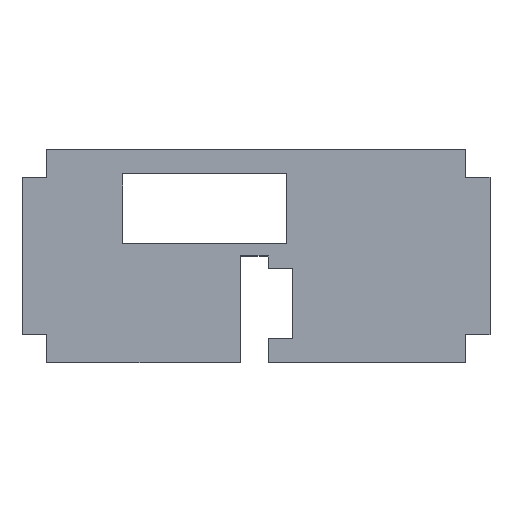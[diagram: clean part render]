
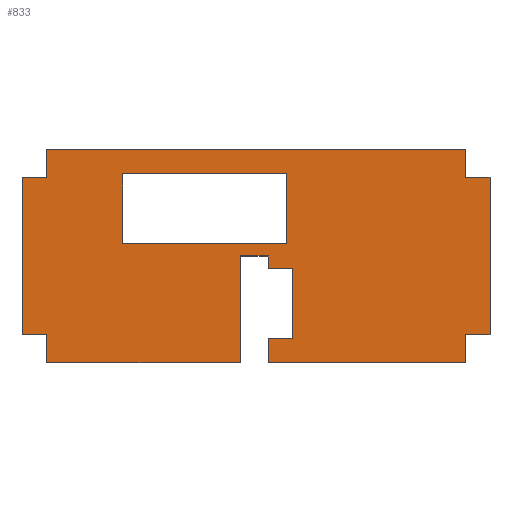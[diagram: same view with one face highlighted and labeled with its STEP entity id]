
A CAD part, top view. The second image highlights one B-rep face of the part: STEP entity #833.
In plain terms, the highlighted planar face has unit normal (0, 0, 1).
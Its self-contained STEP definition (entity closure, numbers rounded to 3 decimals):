
#63=CARTESIAN_POINT('Vertex',(3.,0.,3.4)) ;
#77=CARTESIAN_POINT('Vertex',(26.6,0.,3.4)) ;
#80=CARTESIAN_POINT('Line Origine',(14.8,0.,3.4)) ;
#108=CARTESIAN_POINT('Vertex',(26.6,13.,3.4)) ;
#111=CARTESIAN_POINT('Line Origine',(26.6,6.5,3.4)) ;
#139=CARTESIAN_POINT('Vertex',(30.,13.,3.4)) ;
#142=CARTESIAN_POINT('Line Origine',(28.3,13.,3.4)) ;
#170=CARTESIAN_POINT('Vertex',(30.,11.5,3.4)) ;
#173=CARTESIAN_POINT('Line Origine',(30.,12.25,3.4)) ;
#201=CARTESIAN_POINT('Vertex',(33.,11.5,3.4)) ;
#204=CARTESIAN_POINT('Line Origine',(31.5,11.5,3.4)) ;
#232=CARTESIAN_POINT('Vertex',(33.,3.,3.4)) ;
#235=CARTESIAN_POINT('Line Origine',(33.,7.25,3.4)) ;
#263=CARTESIAN_POINT('Vertex',(30.,3.,3.4)) ;
#266=CARTESIAN_POINT('Line Origine',(31.5,3.,3.4)) ;
#289=CARTESIAN_POINT('Vertex',(30.,0.,3.4)) ;
#292=CARTESIAN_POINT('Line Origine',(30.,1.5,3.4)) ;
#315=CARTESIAN_POINT('Vertex',(54.,0.,3.4)) ;
#318=CARTESIAN_POINT('Line Origine',(42.,0.,3.4)) ;
#346=CARTESIAN_POINT('Vertex',(54.,3.4,3.4)) ;
#349=CARTESIAN_POINT('Line Origine',(54.,1.7,3.4)) ;
#377=CARTESIAN_POINT('Vertex',(57.,3.4,3.4)) ;
#380=CARTESIAN_POINT('Line Origine',(55.5,3.4,3.4)) ;
#408=CARTESIAN_POINT('Vertex',(57.,22.6,3.4)) ;
#411=CARTESIAN_POINT('Line Origine',(57.,13.,3.4)) ;
#439=CARTESIAN_POINT('Vertex',(54.,22.6,3.4)) ;
#442=CARTESIAN_POINT('Line Origine',(55.5,22.6,3.4)) ;
#465=CARTESIAN_POINT('Vertex',(54.,26.,3.4)) ;
#468=CARTESIAN_POINT('Line Origine',(54.,24.3,3.4)) ;
#496=CARTESIAN_POINT('Vertex',(3.,26.,3.4)) ;
#499=CARTESIAN_POINT('Line Origine',(28.5,26.,3.4)) ;
#527=CARTESIAN_POINT('Vertex',(3.,22.6,3.4)) ;
#530=CARTESIAN_POINT('Line Origine',(3.,24.3,3.4)) ;
#553=CARTESIAN_POINT('Vertex',(0.,22.6,3.4)) ;
#556=CARTESIAN_POINT('Line Origine',(1.5,22.6,3.4)) ;
#584=CARTESIAN_POINT('Vertex',(0.,3.4,3.4)) ;
#587=CARTESIAN_POINT('Line Origine',(0.,13.,3.4)) ;
#610=CARTESIAN_POINT('Vertex',(3.,3.4,3.4)) ;
#613=CARTESIAN_POINT('Line Origine',(1.5,3.4,3.4)) ;
#630=CARTESIAN_POINT('Line Origine',(3.,1.7,3.4)) ;
#647=CARTESIAN_POINT('Line Origine',(22.25,23.,3.4)) ;
#651=CARTESIAN_POINT('Vertex',(32.25,23.,3.4)) ;
#653=CARTESIAN_POINT('Vertex',(12.25,23.,3.4)) ;
#687=CARTESIAN_POINT('Line Origine',(32.25,18.75,3.4)) ;
#691=CARTESIAN_POINT('Vertex',(32.25,14.5,3.4)) ;
#718=CARTESIAN_POINT('Line Origine',(22.25,14.5,3.4)) ;
#722=CARTESIAN_POINT('Vertex',(12.25,14.5,3.4)) ;
#749=CARTESIAN_POINT('Line Origine',(12.25,18.75,3.4)) ;
#800=CARTESIAN_POINT('Axis2P3D Location',(0.,0.,3.4)) ;
#81=DIRECTION('Vector Direction',(1.,0.,0.)) ;
#112=DIRECTION('Vector Direction',(0.,1.,0.)) ;
#143=DIRECTION('Vector Direction',(1.,0.,0.)) ;
#174=DIRECTION('Vector Direction',(0.,-1.,0.)) ;
#205=DIRECTION('Vector Direction',(1.,0.,0.)) ;
#236=DIRECTION('Vector Direction',(0.,-1.,0.)) ;
#267=DIRECTION('Vector Direction',(-1.,0.,0.)) ;
#293=DIRECTION('Vector Direction',(0.,-1.,0.)) ;
#319=DIRECTION('Vector Direction',(1.,0.,0.)) ;
#350=DIRECTION('Vector Direction',(0.,1.,0.)) ;
#381=DIRECTION('Vector Direction',(1.,0.,0.)) ;
#412=DIRECTION('Vector Direction',(0.,1.,0.)) ;
#443=DIRECTION('Vector Direction',(1.,0.,0.)) ;
#469=DIRECTION('Vector Direction',(0.,-1.,0.)) ;
#500=DIRECTION('Vector Direction',(-1.,0.,0.)) ;
#531=DIRECTION('Vector Direction',(0.,1.,0.)) ;
#557=DIRECTION('Vector Direction',(1.,0.,0.)) ;
#588=DIRECTION('Vector Direction',(0.,-1.,0.)) ;
#614=DIRECTION('Vector Direction',(-1.,0.,0.)) ;
#631=DIRECTION('Vector Direction',(0.,1.,0.)) ;
#648=DIRECTION('Vector Direction',(1.,0.,0.)) ;
#688=DIRECTION('Vector Direction',(0.,1.,0.)) ;
#719=DIRECTION('Vector Direction',(-1.,0.,0.)) ;
#750=DIRECTION('Vector Direction',(0.,-1.,0.)) ;
#801=DIRECTION('Axis2P3D Direction',(0.,0.,1.)) ;
#802=DIRECTION('Axis2P3D XDirection',(1.,0.,0.)) ;
#803=AXIS2_PLACEMENT_3D('Plane Axis2P3D',#800,#801,#802) ;
#806=ORIENTED_EDGE('',*,*,#84,.T.) ;
#807=ORIENTED_EDGE('',*,*,#115,.T.) ;
#808=ORIENTED_EDGE('',*,*,#146,.T.) ;
#809=ORIENTED_EDGE('',*,*,#177,.T.) ;
#810=ORIENTED_EDGE('',*,*,#208,.T.) ;
#811=ORIENTED_EDGE('',*,*,#239,.T.) ;
#812=ORIENTED_EDGE('',*,*,#270,.T.) ;
#813=ORIENTED_EDGE('',*,*,#296,.T.) ;
#814=ORIENTED_EDGE('',*,*,#322,.T.) ;
#815=ORIENTED_EDGE('',*,*,#353,.T.) ;
#816=ORIENTED_EDGE('',*,*,#384,.T.) ;
#817=ORIENTED_EDGE('',*,*,#415,.T.) ;
#818=ORIENTED_EDGE('',*,*,#446,.T.) ;
#819=ORIENTED_EDGE('',*,*,#472,.T.) ;
#820=ORIENTED_EDGE('',*,*,#503,.T.) ;
#821=ORIENTED_EDGE('',*,*,#534,.T.) ;
#822=ORIENTED_EDGE('',*,*,#560,.T.) ;
#823=ORIENTED_EDGE('',*,*,#591,.T.) ;
#824=ORIENTED_EDGE('',*,*,#617,.T.) ;
#825=ORIENTED_EDGE('',*,*,#634,.T.) ;
#828=ORIENTED_EDGE('',*,*,#655,.F.) ;
#829=ORIENTED_EDGE('',*,*,#693,.F.) ;
#830=ORIENTED_EDGE('',*,*,#724,.F.) ;
#831=ORIENTED_EDGE('',*,*,#753,.F.) ;
#832=FACE_BOUND('',#827,.T.) ;
#82=VECTOR('Line Direction',#81,1.) ;
#113=VECTOR('Line Direction',#112,1.) ;
#144=VECTOR('Line Direction',#143,1.) ;
#175=VECTOR('Line Direction',#174,1.) ;
#206=VECTOR('Line Direction',#205,1.) ;
#237=VECTOR('Line Direction',#236,1.) ;
#268=VECTOR('Line Direction',#267,1.) ;
#294=VECTOR('Line Direction',#293,1.) ;
#320=VECTOR('Line Direction',#319,1.) ;
#351=VECTOR('Line Direction',#350,1.) ;
#382=VECTOR('Line Direction',#381,1.) ;
#413=VECTOR('Line Direction',#412,1.) ;
#444=VECTOR('Line Direction',#443,1.) ;
#470=VECTOR('Line Direction',#469,1.) ;
#501=VECTOR('Line Direction',#500,1.) ;
#532=VECTOR('Line Direction',#531,1.) ;
#558=VECTOR('Line Direction',#557,1.) ;
#589=VECTOR('Line Direction',#588,1.) ;
#615=VECTOR('Line Direction',#614,1.) ;
#632=VECTOR('Line Direction',#631,1.) ;
#649=VECTOR('Line Direction',#648,1.) ;
#689=VECTOR('Line Direction',#688,1.) ;
#720=VECTOR('Line Direction',#719,1.) ;
#751=VECTOR('Line Direction',#750,1.) ;
#833=ADVANCED_FACE('',(#826,#832),#804,.T.) ;
#84=EDGE_CURVE('',#64,#78,#83,.T.) ;
#115=EDGE_CURVE('',#78,#109,#114,.T.) ;
#146=EDGE_CURVE('',#109,#140,#145,.T.) ;
#177=EDGE_CURVE('',#140,#171,#176,.T.) ;
#208=EDGE_CURVE('',#171,#202,#207,.T.) ;
#239=EDGE_CURVE('',#202,#233,#238,.T.) ;
#270=EDGE_CURVE('',#233,#264,#269,.T.) ;
#296=EDGE_CURVE('',#264,#290,#295,.T.) ;
#322=EDGE_CURVE('',#290,#316,#321,.T.) ;
#353=EDGE_CURVE('',#316,#347,#352,.T.) ;
#384=EDGE_CURVE('',#347,#378,#383,.T.) ;
#415=EDGE_CURVE('',#378,#409,#414,.T.) ;
#446=EDGE_CURVE('',#409,#440,#445,.F.) ;
#472=EDGE_CURVE('',#440,#466,#471,.F.) ;
#503=EDGE_CURVE('',#466,#497,#502,.T.) ;
#534=EDGE_CURVE('',#497,#528,#533,.F.) ;
#560=EDGE_CURVE('',#528,#554,#559,.F.) ;
#591=EDGE_CURVE('',#554,#585,#590,.T.) ;
#617=EDGE_CURVE('',#585,#611,#616,.F.) ;
#634=EDGE_CURVE('',#611,#64,#633,.F.) ;
#655=EDGE_CURVE('',#652,#654,#650,.F.) ;
#693=EDGE_CURVE('',#692,#652,#690,.T.) ;
#724=EDGE_CURVE('',#723,#692,#721,.F.) ;
#753=EDGE_CURVE('',#654,#723,#752,.T.) ;
#805=EDGE_LOOP('',(#806,#807,#808,#809,#810,#811,#812,#813,#814,#815,#816,#817,#818,#819,#820,#821,#822,#823,#824,#825)) ;
#827=EDGE_LOOP('',(#828,#829,#830,#831)) ;
#826=FACE_OUTER_BOUND('',#805,.T.) ;
#83=LINE('Line',#80,#82) ;
#114=LINE('Line',#111,#113) ;
#145=LINE('Line',#142,#144) ;
#176=LINE('Line',#173,#175) ;
#207=LINE('Line',#204,#206) ;
#238=LINE('Line',#235,#237) ;
#269=LINE('Line',#266,#268) ;
#295=LINE('Line',#292,#294) ;
#321=LINE('Line',#318,#320) ;
#352=LINE('Line',#349,#351) ;
#383=LINE('Line',#380,#382) ;
#414=LINE('Line',#411,#413) ;
#445=LINE('Line',#442,#444) ;
#471=LINE('Line',#468,#470) ;
#502=LINE('Line',#499,#501) ;
#533=LINE('Line',#530,#532) ;
#559=LINE('Line',#556,#558) ;
#590=LINE('Line',#587,#589) ;
#616=LINE('Line',#613,#615) ;
#633=LINE('Line',#630,#632) ;
#650=LINE('Line',#647,#649) ;
#690=LINE('Line',#687,#689) ;
#721=LINE('Line',#718,#720) ;
#752=LINE('Line',#749,#751) ;
#804=PLANE('Plane',#803) ;
#64=VERTEX_POINT('',#63) ;
#78=VERTEX_POINT('',#77) ;
#109=VERTEX_POINT('',#108) ;
#140=VERTEX_POINT('',#139) ;
#171=VERTEX_POINT('',#170) ;
#202=VERTEX_POINT('',#201) ;
#233=VERTEX_POINT('',#232) ;
#264=VERTEX_POINT('',#263) ;
#290=VERTEX_POINT('',#289) ;
#316=VERTEX_POINT('',#315) ;
#347=VERTEX_POINT('',#346) ;
#378=VERTEX_POINT('',#377) ;
#409=VERTEX_POINT('',#408) ;
#440=VERTEX_POINT('',#439) ;
#466=VERTEX_POINT('',#465) ;
#497=VERTEX_POINT('',#496) ;
#528=VERTEX_POINT('',#527) ;
#554=VERTEX_POINT('',#553) ;
#585=VERTEX_POINT('',#584) ;
#611=VERTEX_POINT('',#610) ;
#652=VERTEX_POINT('',#651) ;
#654=VERTEX_POINT('',#653) ;
#692=VERTEX_POINT('',#691) ;
#723=VERTEX_POINT('',#722) ;
